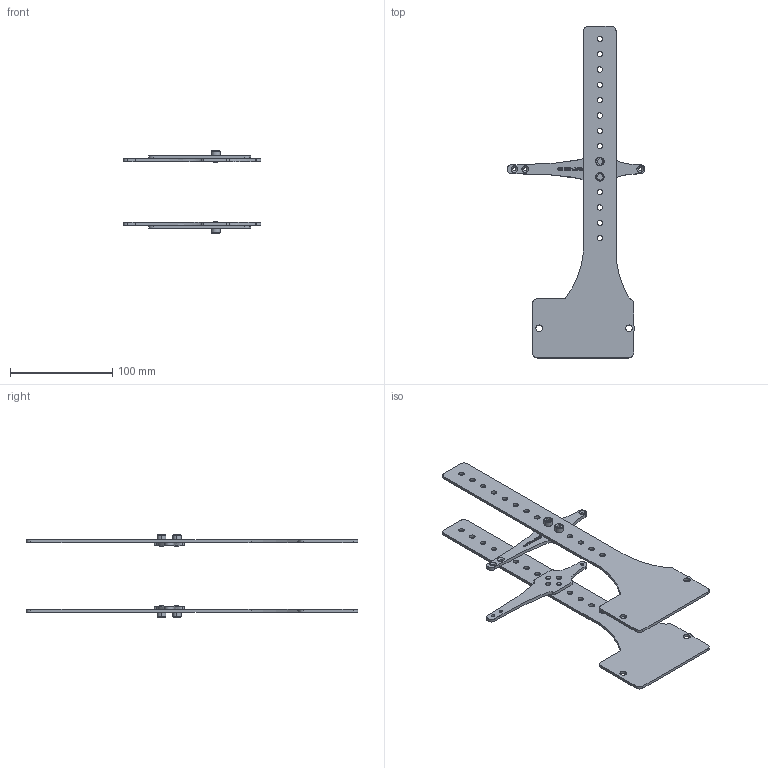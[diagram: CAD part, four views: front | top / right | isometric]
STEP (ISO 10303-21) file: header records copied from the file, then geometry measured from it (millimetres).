
FILE_DESCRIPTION((''),'2;1');
FILE_NAME('155388_SW','2011-05-05T',('banengservice'),('BANNER ENGINEERING'),'PRO/ENGINEER BY PARAMETRIC TECHNOLOGY CORPORATION, 2009141','PRO/ENGINEER BY PARAMETRIC TECHNOLOGY CORPORATION, 2009141','');
FILE_SCHEMA(('CONFIG_CONTROL_DESIGN'));
Length unit declared in the file: inch
Products named in the file (1): 155388_SW
Bounding box: 134.74 x 324.86 x 80.51 mm (x, y, z)
Volume: 89401.9 mm3; surface area: 70706 mm2
Topology: 2 solids, 3 shells, 864 faces, 2388 edges, 1580 vertices
Faces by surface type: plane 694, cylinder 134, cone 28, bspline 8
Entity records: 28588 total; most frequent: CARTESIAN_POINT 6196, ORIENTED_EDGE 4776, DIRECTION 4324, EDGE_CURVE 2388, VECTOR 2068, LINE 2068, VERTEX_POINT 1580, AXIS2_PLACEMENT_3D 1128
